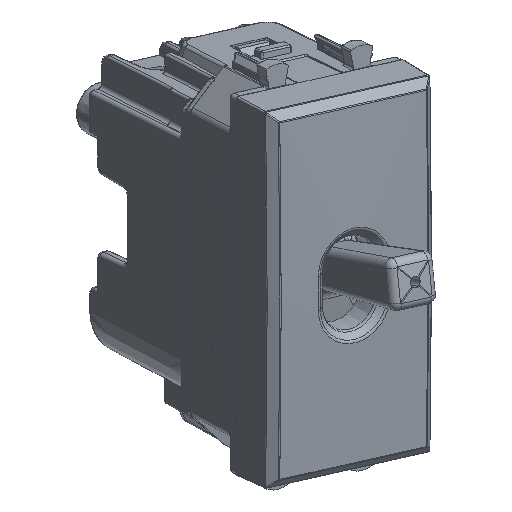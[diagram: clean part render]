
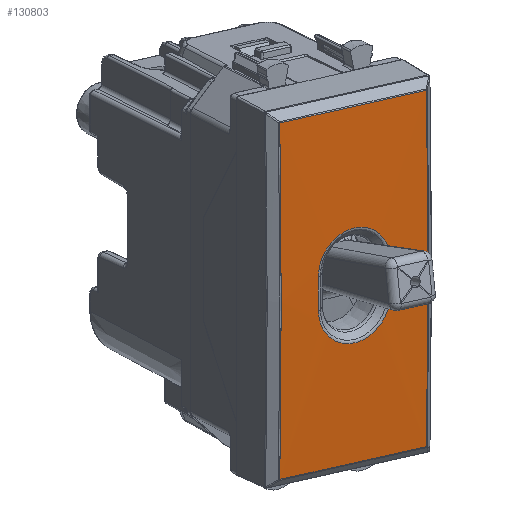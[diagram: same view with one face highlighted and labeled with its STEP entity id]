
A CAD part, top view. The second image highlights one B-rep face of the part: STEP entity #130803.
In plain terms, the highlighted cylindrical face has radius 825.27 mm (diameter 1650.54 mm), a partial arc.
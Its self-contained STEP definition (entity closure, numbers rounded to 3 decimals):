
#126275=CARTESIAN_POINT('Vertex',(9.767,-21.068,13.381)) ;
#126278=CARTESIAN_POINT('Line Origine',(0.,-21.068,13.381)) ;
#126282=CARTESIAN_POINT('Vertex',(-9.767,-21.068,13.381)) ;
#126367=CARTESIAN_POINT('Control Point',(-9.767,-21.068,13.381)) ;
#126368=CARTESIAN_POINT('Control Point',(-9.763,-16.33,13.502)) ;
#126369=CARTESIAN_POINT('Control Point',(-9.761,-11.592,13.589)) ;
#126370=CARTESIAN_POINT('Control Point',(-9.76,-6.853,13.642)) ;
#126371=CARTESIAN_POINT('Control Point',(-9.759,1.574,13.676)) ;
#126372=CARTESIAN_POINT('Control Point',(-9.761,10.002,13.602)) ;
#126373=CARTESIAN_POINT('Control Point',(-9.762,13.691,13.549)) ;
#126374=CARTESIAN_POINT('Control Point',(-9.764,17.38,13.475)) ;
#126375=CARTESIAN_POINT('Control Point',(-9.767,21.068,13.381)) ;
#126376=CARTESIAN_POINT('Vertex',(-9.767,21.068,13.381)) ;
#126435=CARTESIAN_POINT('Line Origine',(0.,21.068,13.381)) ;
#126439=CARTESIAN_POINT('Vertex',(9.767,21.068,13.381)) ;
#126524=CARTESIAN_POINT('Control Point',(9.767,-21.068,13.381)) ;
#126525=CARTESIAN_POINT('Control Point',(9.763,-16.361,13.501)) ;
#126526=CARTESIAN_POINT('Control Point',(9.761,-11.654,13.588)) ;
#126527=CARTESIAN_POINT('Control Point',(9.76,-6.945,13.641)) ;
#126528=CARTESIAN_POINT('Control Point',(9.759,1.482,13.676)) ;
#126529=CARTESIAN_POINT('Control Point',(9.761,9.91,13.603)) ;
#126530=CARTESIAN_POINT('Control Point',(9.762,13.63,13.55)) ;
#126531=CARTESIAN_POINT('Control Point',(9.764,17.349,13.476)) ;
#126532=CARTESIAN_POINT('Control Point',(9.767,21.068,13.381)) ;
#130735=CARTESIAN_POINT('Axis2P3D Location',(0.,0.,-811.62)) ;
#130747=CARTESIAN_POINT('Control Point',(4.795,-2.002,13.648)) ;
#130748=CARTESIAN_POINT('Control Point',(4.795,-0.668,13.651)) ;
#130749=CARTESIAN_POINT('Control Point',(4.795,0.667,13.651)) ;
#130750=CARTESIAN_POINT('Control Point',(4.795,2.002,13.648)) ;
#130751=CARTESIAN_POINT('Vertex',(4.795,2.003,13.648)) ;
#130753=CARTESIAN_POINT('Vertex',(4.795,-2.002,13.648)) ;
#130757=CARTESIAN_POINT('Control Point',(4.795,-2.003,13.648)) ;
#130758=CARTESIAN_POINT('Control Point',(4.794,-3.227,13.645)) ;
#130759=CARTESIAN_POINT('Control Point',(4.401,-4.45,13.639)) ;
#130760=CARTESIAN_POINT('Control Point',(3.616,-5.504,13.632)) ;
#130761=CARTESIAN_POINT('Control Point',(2.027,-6.595,13.624)) ;
#130762=CARTESIAN_POINT('Control Point',(0.185,-6.844,13.622)) ;
#130763=CARTESIAN_POINT('Control Point',(-0.437,-6.828,13.622)) ;
#130764=CARTESIAN_POINT('Control Point',(-2.214,-6.492,13.625)) ;
#130765=CARTESIAN_POINT('Control Point',(-3.71,-5.375,13.633)) ;
#130766=CARTESIAN_POINT('Control Point',(-4.433,-4.35,13.64)) ;
#130767=CARTESIAN_POINT('Control Point',(-4.794,-3.177,13.645)) ;
#130768=CARTESIAN_POINT('Control Point',(-4.795,-2.003,13.648)) ;
#130769=CARTESIAN_POINT('Vertex',(-4.795,-2.003,13.648)) ;
#130773=CARTESIAN_POINT('Control Point',(-4.795,2.002,13.648)) ;
#130774=CARTESIAN_POINT('Control Point',(-4.795,0.667,13.651)) ;
#130775=CARTESIAN_POINT('Control Point',(-4.795,-0.667,13.651)) ;
#130776=CARTESIAN_POINT('Control Point',(-4.795,-2.002,13.648)) ;
#130777=CARTESIAN_POINT('Vertex',(-4.795,2.002,13.648)) ;
#130781=CARTESIAN_POINT('Control Point',(4.795,2.003,13.648)) ;
#130782=CARTESIAN_POINT('Control Point',(4.794,3.381,13.644)) ;
#130783=CARTESIAN_POINT('Control Point',(4.296,4.759,13.638)) ;
#130784=CARTESIAN_POINT('Control Point',(3.298,5.894,13.629)) ;
#130785=CARTESIAN_POINT('Control Point',(1.42,6.864,13.621)) ;
#130786=CARTESIAN_POINT('Control Point',(-0.594,6.812,13.622)) ;
#130787=CARTESIAN_POINT('Control Point',(-1.206,6.696,13.623)) ;
#130788=CARTESIAN_POINT('Control Point',(-2.372,6.274,13.626)) ;
#130789=CARTESIAN_POINT('Control Point',(-3.349,5.509,13.632)) ;
#130790=CARTESIAN_POINT('Control Point',(-3.771,5.052,13.635)) ;
#130791=CARTESIAN_POINT('Control Point',(-4.341,4.191,13.64)) ;
#130792=CARTESIAN_POINT('Control Point',(-4.664,3.218,13.644)) ;
#130793=CARTESIAN_POINT('Control Point',(-4.751,2.817,13.645)) ;
#130794=CARTESIAN_POINT('Control Point',(-4.795,2.41,13.647)) ;
#130795=CARTESIAN_POINT('Control Point',(-4.795,2.003,13.648)) ;
#126279=DIRECTION('Vector Direction',(-1.,0.,0.)) ;
#126436=DIRECTION('Vector Direction',(1.,0.,0.)) ;
#130736=DIRECTION('Axis2P3D Direction',(1.,0.,0.)) ;
#130737=DIRECTION('Axis2P3D XDirection',(0.,0.027,1.)) ;
#130738=AXIS2_PLACEMENT_3D('Cylinder Axis2P3D',#130735,#130736,#130737) ;
#130741=ORIENTED_EDGE('',*,*,#126533,.F.) ;
#130742=ORIENTED_EDGE('',*,*,#126441,.F.) ;
#130743=ORIENTED_EDGE('',*,*,#126378,.F.) ;
#130744=ORIENTED_EDGE('',*,*,#126284,.F.) ;
#130798=ORIENTED_EDGE('',*,*,#130755,.T.) ;
#130799=ORIENTED_EDGE('',*,*,#130771,.T.) ;
#130800=ORIENTED_EDGE('',*,*,#130779,.T.) ;
#130801=ORIENTED_EDGE('',*,*,#130796,.T.) ;
#130802=FACE_BOUND('',#130797,.T.) ;
#126280=VECTOR('Line Direction',#126279,1.) ;
#126437=VECTOR('Line Direction',#126436,1.) ;
#130803=ADVANCED_FACE('PartBody',(#130745,#130802),#130739,.T.) ;
#126366=B_SPLINE_CURVE_WITH_KNOTS('',5,(#126367,#126368,#126369,#126370,#126371,#126372,#126373,#126374,#126375),.UNSPECIFIED.,.F.,.U.,(6,3,6),(17.188,58.208,90.142),.UNSPECIFIED.) ;
#126523=B_SPLINE_CURVE_WITH_KNOTS('',5,(#126524,#126525,#126526,#126527,#126528,#126529,#126530,#126531,#126532),.UNSPECIFIED.,.F.,.U.,(6,3,6),(17.188,57.942,90.141),.UNSPECIFIED.) ;
#130746=B_SPLINE_CURVE_WITH_KNOTS('',3,(#130747,#130748,#130749,#130750),.UNSPECIFIED.,.F.,.U.,(4,4),(47.604,54.538),.UNSPECIFIED.) ;
#130756=B_SPLINE_CURVE_WITH_KNOTS('',5,(#130757,#130758,#130759,#130760,#130761,#130762,#130763,#130764,#130765,#130766,#130767,#130768),.UNSPECIFIED.,.F.,.U.,(6,3,3,6),(0.,9.575,14.373,23.558),.UNSPECIFIED.) ;
#130772=B_SPLINE_CURVE_WITH_KNOTS('',3,(#130773,#130774,#130775,#130776),.UNSPECIFIED.,.F.,.U.,(4,4),(47.603,54.537),.UNSPECIFIED.) ;
#130780=B_SPLINE_CURVE_WITH_KNOTS('',5,(#130781,#130782,#130783,#130784,#130785,#130786,#130787,#130788,#130789,#130790,#130791,#130792,#130793,#130794,#130795),.UNSPECIFIED.,.F.,.U.,(6,3,3,3,6),(2.693,13.477,18.274,23.065,26.251),.UNSPECIFIED.) ;
#130739=CYLINDRICAL_SURFACE('generated cylinder',#130738,825.27) ;
#126284=EDGE_CURVE('',#126276,#126283,#126281,.T.) ;
#126378=EDGE_CURVE('',#126283,#126377,#126366,.T.) ;
#126441=EDGE_CURVE('',#126377,#126440,#126438,.T.) ;
#126533=EDGE_CURVE('',#126440,#126276,#126523,.F.) ;
#130755=EDGE_CURVE('',#130752,#130754,#130746,.F.) ;
#130771=EDGE_CURVE('',#130754,#130770,#130756,.T.) ;
#130779=EDGE_CURVE('',#130770,#130778,#130772,.F.) ;
#130796=EDGE_CURVE('',#130778,#130752,#130780,.F.) ;
#130740=EDGE_LOOP('',(#130741,#130742,#130743,#130744)) ;
#130797=EDGE_LOOP('',(#130798,#130799,#130800,#130801)) ;
#130745=FACE_OUTER_BOUND('',#130740,.T.) ;
#126281=LINE('Line',#126278,#126280) ;
#126438=LINE('Line',#126435,#126437) ;
#126276=VERTEX_POINT('',#126275) ;
#126283=VERTEX_POINT('',#126282) ;
#126377=VERTEX_POINT('',#126376) ;
#126440=VERTEX_POINT('',#126439) ;
#130752=VERTEX_POINT('',#130751) ;
#130754=VERTEX_POINT('',#130753) ;
#130770=VERTEX_POINT('',#130769) ;
#130778=VERTEX_POINT('',#130777) ;
